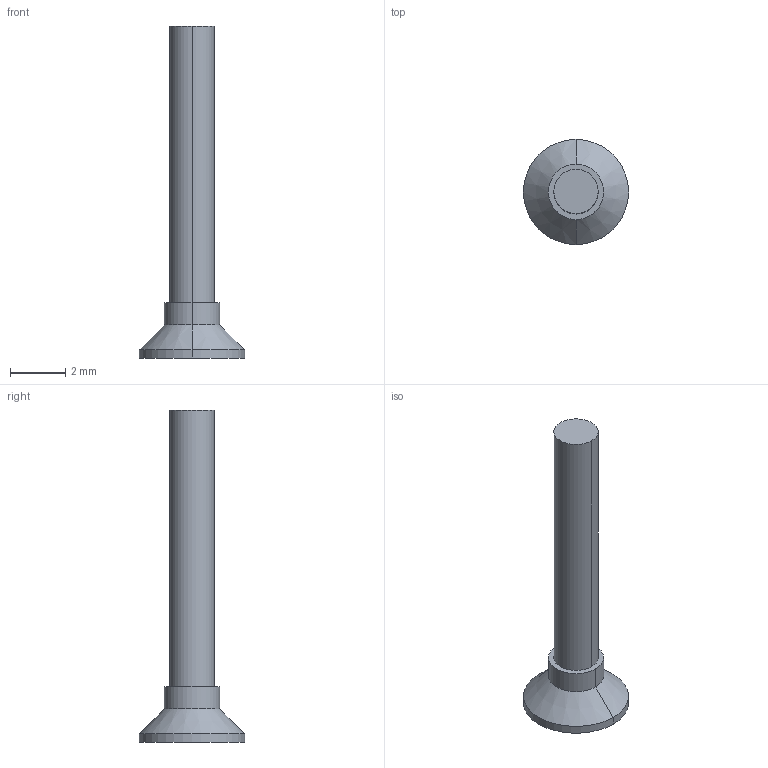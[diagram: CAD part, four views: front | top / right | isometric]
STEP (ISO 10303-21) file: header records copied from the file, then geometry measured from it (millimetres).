
FILE_DESCRIPTION((''),'2;1');
FILE_NAME('V2-12--_-_ISO7046-1_CH','2021-10-19T14:05:30',('silo-mech'),(''),'CREO PARAMETRIC BY PTC INC, 2020454','CREO PARAMETRIC BY PTC INC, 2020454','');
FILE_SCHEMA(('CONFIG_CONTROL_DESIGN'));
Length unit declared in the file: millimetre
Products named in the file (1): V2-12--_-_ISO7046-1_CH
Bounding box: 3.8 x 3.8 x 12 mm (x, y, z)
Volume: 31.1 mm3; surface area: 90.8 mm2
Topology: 1 solids, 1 shells, 24 faces, 56 edges, 36 vertices
Faces by surface type: plane 16, cylinder 6, cone 2
Entity records: 718 total; most frequent: DIRECTION 116, CARTESIAN_POINT 116, ORIENTED_EDGE 112, EDGE_CURVE 56, VECTOR 44, LINE 44, AXIS2_PLACEMENT_3D 36, VERTEX_POINT 36
